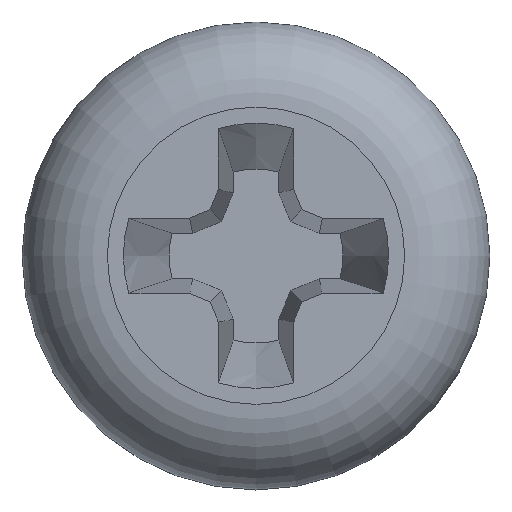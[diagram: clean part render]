
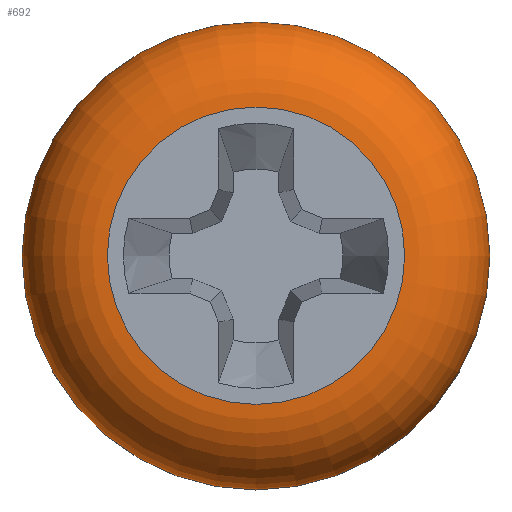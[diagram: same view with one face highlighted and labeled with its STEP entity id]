
A CAD part, top view. The second image highlights one B-rep face of the part: STEP entity #692.
In plain terms, the highlighted toroidal (fillet/blend) face has major radius 1.78 mm and minor radius 1.02 mm.
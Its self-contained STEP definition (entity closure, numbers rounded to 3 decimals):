
#40=TOROIDAL_SURFACE('',#757,1.78,1.02);
#66=FACE_OUTER_BOUND('',#104,.T.);
#104=EDGE_LOOP('',(#506,#507,#508,#509,#510,#511,#512));
#141=CIRCLE('',#758,2.8);
#142=CIRCLE('',#759,2.8);
#143=CIRCLE('',#760,1.02);
#144=CIRCLE('',#761,1.78);
#145=CIRCLE('',#762,1.78);
#146=CIRCLE('',#763,2.8);
#310=VERTEX_POINT('',#2503);
#311=VERTEX_POINT('',#2504);
#312=VERTEX_POINT('',#2506);
#313=VERTEX_POINT('',#2508);
#314=VERTEX_POINT('',#2510);
#391=EDGE_CURVE('',#310,#311,#141,.T.);
#392=EDGE_CURVE('',#312,#310,#142,.T.);
#393=EDGE_CURVE('',#312,#313,#143,.T.);
#394=EDGE_CURVE('',#313,#314,#144,.T.);
#395=EDGE_CURVE('',#314,#313,#145,.T.);
#396=EDGE_CURVE('',#311,#312,#146,.T.);
#506=ORIENTED_EDGE('',*,*,#391,.F.);
#507=ORIENTED_EDGE('',*,*,#392,.F.);
#508=ORIENTED_EDGE('',*,*,#393,.T.);
#509=ORIENTED_EDGE('',*,*,#394,.T.);
#510=ORIENTED_EDGE('',*,*,#395,.T.);
#511=ORIENTED_EDGE('',*,*,#393,.F.);
#512=ORIENTED_EDGE('',*,*,#396,.F.);
#692=ADVANCED_FACE('',(#66),#40,.T.);
#757=AXIS2_PLACEMENT_3D('',#2502,#841,#842);
#758=AXIS2_PLACEMENT_3D('',#2505,#843,#844);
#759=AXIS2_PLACEMENT_3D('',#2507,#845,#846);
#760=AXIS2_PLACEMENT_3D('',#2509,#847,#848);
#761=AXIS2_PLACEMENT_3D('',#2511,#849,#850);
#762=AXIS2_PLACEMENT_3D('',#2512,#851,#852);
#763=AXIS2_PLACEMENT_3D('',#2513,#853,#854);
#841=DIRECTION('center_axis',(0.,0.,-1.));
#842=DIRECTION('ref_axis',(0.,1.,0.));
#843=DIRECTION('center_axis',(0.,0.,-1.));
#844=DIRECTION('ref_axis',(0.,1.,0.));
#845=DIRECTION('center_axis',(0.,0.,-1.));
#846=DIRECTION('ref_axis',(0.,1.,0.));
#847=DIRECTION('center_axis',(-1.,0.,0.));
#848=DIRECTION('ref_axis',(0.,-1.,0.));
#849=DIRECTION('center_axis',(0.,0.,-1.));
#850=DIRECTION('ref_axis',(0.,1.,0.));
#851=DIRECTION('center_axis',(0.,0.,-1.));
#852=DIRECTION('ref_axis',(0.,1.,0.));
#853=DIRECTION('center_axis',(0.,0.,-1.));
#854=DIRECTION('ref_axis',(0.,1.,0.));
#2502=CARTESIAN_POINT('Origin',(0.,0.,1.38));
#2503=CARTESIAN_POINT('',(-2.8,0.,1.38));
#2504=CARTESIAN_POINT('',(2.8,0.,1.38));
#2505=CARTESIAN_POINT('Origin',(0.,0.,1.38));
#2506=CARTESIAN_POINT('',(0.,-2.8,1.38));
#2507=CARTESIAN_POINT('Origin',(0.,0.,1.38));
#2508=CARTESIAN_POINT('',(0.,-1.78,2.4));
#2509=CARTESIAN_POINT('Origin',(0.,-1.78,1.38));
#2510=CARTESIAN_POINT('',(0.,1.78,2.4));
#2511=CARTESIAN_POINT('Origin',(0.,0.,2.4));
#2512=CARTESIAN_POINT('Origin',(0.,0.,2.4));
#2513=CARTESIAN_POINT('Origin',(0.,0.,1.38));
